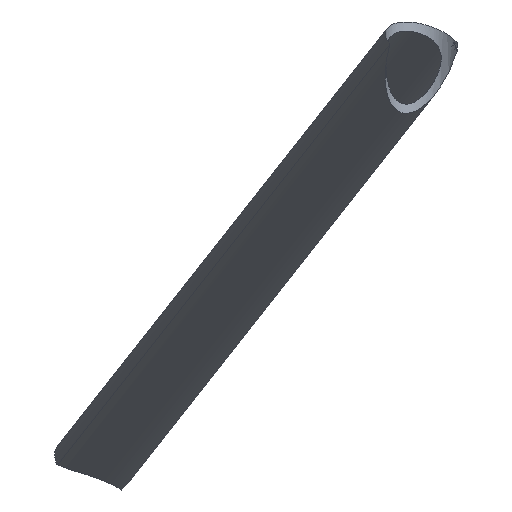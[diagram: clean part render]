
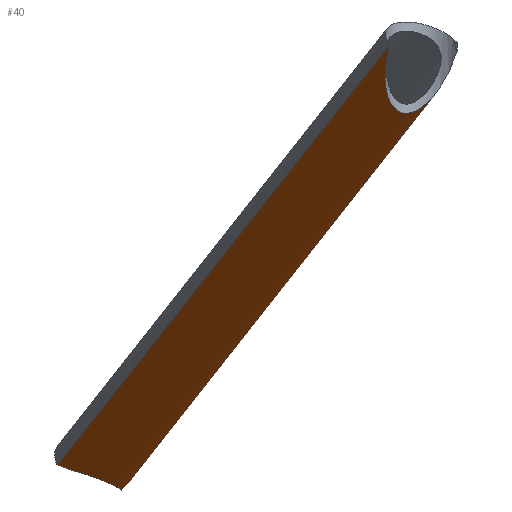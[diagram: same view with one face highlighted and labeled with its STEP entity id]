
A CAD part, top view. The second image highlights one B-rep face of the part: STEP entity #40.
In plain terms, the highlighted cylindrical face has radius 7.5 mm (diameter 15 mm), a partial arc.
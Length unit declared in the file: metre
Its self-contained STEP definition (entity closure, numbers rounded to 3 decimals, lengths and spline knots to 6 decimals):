
#40=ADVANCED_FACE('',(#85),#86,.T.);
#85=FACE_OUTER_BOUND('',#133,.T.);
#86=CYLINDRICAL_SURFACE('',#134,0.0075);
#133=EDGE_LOOP('',(#179,#180,#181,#182,#183,#184,#185,#186));
#134=AXIS2_PLACEMENT_3D('',#187,#188,#189);
#179=ORIENTED_EDGE('',*,*,#307,.F.);
#180=ORIENTED_EDGE('',*,*,#308,.F.);
#181=ORIENTED_EDGE('',*,*,#309,.F.);
#182=ORIENTED_EDGE('',*,*,#310,.F.);
#183=ORIENTED_EDGE('',*,*,#305,.F.);
#184=ORIENTED_EDGE('',*,*,#311,.F.);
#185=ORIENTED_EDGE('',*,*,#312,.T.);
#186=ORIENTED_EDGE('',*,*,#313,.T.);
#187=CARTESIAN_POINT('',(-1.63485,-0.280359,0.148196));
#188=DIRECTION('',(0.403,0.51,0.76));
#189=DIRECTION('',(0.883,0.0,-0.469));
#305=EDGE_CURVE('0:69',#359,#357,#361,.T.);
#307=EDGE_CURVE('',#363,#364,#365,.T.);
#308=EDGE_CURVE('0:108',#366,#363,#367,.T.);
#309=EDGE_CURVE('0:75',#368,#366,#369,.F.);
#310=EDGE_CURVE('0:72',#357,#368,#370,.T.);
#311=EDGE_CURVE('',#371,#359,#372,.T.);
#312=EDGE_CURVE('',#371,#373,#374,.T.);
#313=EDGE_CURVE('0:1403',#373,#364,#375,.F.);
#357=VERTEX_POINT('',#437);
#359=VERTEX_POINT('',#440);
#361=B_SPLINE_CURVE_WITH_KNOTS('',5,(#445,#446,#447,#448,#449,#450,#451,#452,#453,#454,#455,#456),.UNSPECIFIED.,.F.,.F.,(6,3,3,6),(0.0,2.688456,5.376912,10.773268),.UNSPECIFIED.);
#363=VERTEX_POINT('',#458);
#364=VERTEX_POINT('',#459);
#365=LINE('',#460,#461);
#366=VERTEX_POINT('',#462);
#367=ELLIPSE('',#463,0.008999,0.0075);
#368=VERTEX_POINT('',#464);
#369=ELLIPSE('',#465,0.015148,0.0075);
#370=ELLIPSE('',#466,0.015148,0.0075);
#371=VERTEX_POINT('',#467);
#372=LINE('',#468,#469);
#373=VERTEX_POINT('',#470);
#374=B_SPLINE_CURVE_WITH_KNOTS('',3,(#471,#472,#473,#474,#475,#476,#477,#478,#479,#480,#481,#482,#483,#484,#485,#486,#487,#488,#489,#490,#491,#492,#493,#494,#495,#496),.UNSPECIFIED.,.F.,.F.,(4,2,1,2,2,2,2,2,1,2,2,2,2,4),(0.0,5.728692,8.593039,11.457385,12.608143,13.758902,16.060418,17.211177,18.361935,20.663452,24.115727,26.417244,27.568002,29.869519),.UNSPECIFIED.);
#375=B_SPLINE_CURVE_WITH_KNOTS('',3,(#497,#498,#499,#500,#501,#502,#503,#504,#505,#506,#507,#508,#509,#510,#511,#512,#513,#514,#515,#516,#517,#518,#519,#520,#521,#522,#523,#524),.UNSPECIFIED.,.F.,.F.,(4,3,3,3,3,3,3,3,3,4),(-0.000542,0.000949,0.004865,0.006514,0.007412,0.010234,0.012541,0.014224,0.016731,0.019462),.UNSPECIFIED.);
#437=CARTESIAN_POINT('',(-1.578779,-0.206169,0.268));
#440=CARTESIAN_POINT('',(-1.577904,-0.2,0.271515));
#445=CARTESIAN_POINT('',(-1.577904,-0.2,0.271515));
#446=CARTESIAN_POINT('',(-1.577992,-0.200331,0.271349));
#447=CARTESIAN_POINT('',(-1.578076,-0.200661,0.271179));
#448=CARTESIAN_POINT('',(-1.578142,-0.200945,0.271031));
#449=CARTESIAN_POINT('',(-1.578259,-0.201469,0.270755));
#450=CARTESIAN_POINT('',(-1.578362,-0.201991,0.270474));
#451=CARTESIAN_POINT('',(-1.578415,-0.202275,0.270319));
#452=CARTESIAN_POINT('',(-1.578582,-0.203262,0.269771));
#453=CARTESIAN_POINT('',(-1.578698,-0.204241,0.2692));
#454=CARTESIAN_POINT('',(-1.578751,-0.20489,0.26881));
#455=CARTESIAN_POINT('',(-1.578779,-0.205534,0.26841));
#456=CARTESIAN_POINT('',(-1.578779,-0.206169,0.268));
#458=CARTESIAN_POINT('',(-1.565013,-0.200453,0.263809));
#459=CARTESIAN_POINT('',(-1.626769,-0.278518,0.147425));
#460=CARTESIAN_POINT('',(-1.628225,-0.280359,0.14468));
#461=VECTOR('',#943,1.0);
#462=CARTESIAN_POINT('',(-1.565068,-0.201407,0.263796));
#463=AXIS2_PLACEMENT_3D('',#944,#945,#946);
#464=CARTESIAN_POINT('',(-1.578585,-0.208637,0.266305));
#465=AXIS2_PLACEMENT_3D('',#947,#948,#949);
#466=AXIS2_PLACEMENT_3D('',#950,#951,#952);
#467=CARTESIAN_POINT('',(-1.641338,-0.280185,0.15197));
#468=CARTESIAN_POINT('',(-1.641475,-0.280359,0.151711));
#469=VECTOR('',#953,1.0);
#470=CARTESIAN_POINT('',(-1.629104,-0.28496,0.150352));
#471=CARTESIAN_POINT('',(-1.641615,-0.280038,0.15142));
#472=CARTESIAN_POINT('',(-1.641048,-0.280362,0.152607));
#473=CARTESIAN_POINT('',(-1.640321,-0.280629,0.153726));
#474=CARTESIAN_POINT('',(-1.63904,-0.281055,0.155213));
#475=CARTESIAN_POINT('',(-1.638119,-0.281346,0.15614));
#476=CARTESIAN_POINT('',(-1.637064,-0.281676,0.156865));
#477=CARTESIAN_POINT('',(-1.636284,-0.281927,0.15726));
#478=CARTESIAN_POINT('',(-1.636063,-0.281999,0.157356));
#479=CARTESIAN_POINT('',(-1.635607,-0.28215,0.157521));
#480=CARTESIAN_POINT('',(-1.635365,-0.282231,0.157592));
#481=CARTESIAN_POINT('',(-1.634618,-0.282488,0.157743));
#482=CARTESIAN_POINT('',(-1.634095,-0.282676,0.157756));
#483=CARTESIAN_POINT('',(-1.633381,-0.282946,0.157628));
#484=CARTESIAN_POINT('',(-1.633158,-0.283032,0.157564));
#485=CARTESIAN_POINT('',(-1.632704,-0.283213,0.157385));
#486=CARTESIAN_POINT('',(-1.632032,-0.283489,0.157039));
#487=CARTESIAN_POINT('',(-1.631462,-0.283747,0.156491));
#488=CARTESIAN_POINT('',(-1.630706,-0.284104,0.155556));
#489=CARTESIAN_POINT('',(-1.630321,-0.284302,0.154858));
#490=CARTESIAN_POINT('',(-1.629824,-0.284571,0.153623));
#491=CARTESIAN_POINT('',(-1.629662,-0.284661,0.153112));
#492=CARTESIAN_POINT('',(-1.629469,-0.28477,0.152374));
#493=CARTESIAN_POINT('',(-1.629413,-0.284801,0.152135));
#494=CARTESIAN_POINT('',(-1.629256,-0.284887,0.151393));
#495=CARTESIAN_POINT('',(-1.62917,-0.284932,0.150877));
#496=CARTESIAN_POINT('',(-1.629104,-0.28496,0.150352));
#497=CARTESIAN_POINT('',(-1.636633,-0.275698,0.141711));
#498=CARTESIAN_POINT('',(-1.636132,-0.275692,0.141663));
#499=CARTESIAN_POINT('',(-1.635636,-0.275694,0.141683));
#500=CARTESIAN_POINT('',(-1.635135,-0.275705,0.141757));
#501=CARTESIAN_POINT('',(-1.633819,-0.275732,0.141951));
#502=CARTESIAN_POINT('',(-1.632499,-0.275814,0.142514));
#503=CARTESIAN_POINT('',(-1.631315,-0.276017,0.143203));
#504=CARTESIAN_POINT('',(-1.630816,-0.276103,0.143493));
#505=CARTESIAN_POINT('',(-1.630343,-0.27621,0.143807));
#506=CARTESIAN_POINT('',(-1.629905,-0.27634,0.144128));
#507=CARTESIAN_POINT('',(-1.629666,-0.276411,0.144303));
#508=CARTESIAN_POINT('',(-1.629439,-0.276488,0.144479));
#509=CARTESIAN_POINT('',(-1.629213,-0.276576,0.144665));
#510=CARTESIAN_POINT('',(-1.628501,-0.276854,0.14525));
#511=CARTESIAN_POINT('',(-1.627831,-0.277241,0.145911));
#512=CARTESIAN_POINT('',(-1.627331,-0.277756,0.146565));
#513=CARTESIAN_POINT('',(-1.626921,-0.278177,0.147098));
#514=CARTESIAN_POINT('',(-1.626624,-0.278684,0.147627));
#515=CARTESIAN_POINT('',(-1.626487,-0.279267,0.148105));
#516=CARTESIAN_POINT('',(-1.626386,-0.279692,0.148453));
#517=CARTESIAN_POINT('',(-1.626372,-0.28016,0.148776));
#518=CARTESIAN_POINT('',(-1.626447,-0.28064,0.149051));
#519=CARTESIAN_POINT('',(-1.626558,-0.281355,0.149461));
#520=CARTESIAN_POINT('',(-1.626863,-0.282099,0.149766));
#521=CARTESIAN_POINT('',(-1.627303,-0.282811,0.149974));
#522=CARTESIAN_POINT('',(-1.627781,-0.283586,0.150199));
#523=CARTESIAN_POINT('',(-1.628419,-0.284324,0.150311));
#524=CARTESIAN_POINT('',(-1.629104,-0.28496,0.150352));
#943=DIRECTION('',(-0.403,-0.51,-0.76));
#944=CARTESIAN_POINT('',(-1.571279,-0.2,0.268));
#945=DIRECTION('',(0.553,-0.043,0.832));
#946=DIRECTION('',(0.105,-0.987,-0.121));
#947=CARTESIAN_POINT('',(-1.571279,-0.2,0.268));
#948=DIRECTION('',(-0.407,0.495,-0.767));
#949=DIRECTION('',(0.232,0.869,0.437));
#950=CARTESIAN_POINT('',(-1.571279,-0.2,0.268));
#951=DIRECTION('',(0.407,-0.495,0.767));
#952=DIRECTION('',(-0.232,-0.869,-0.437));
#953=DIRECTION('',(0.403,0.51,0.76));
